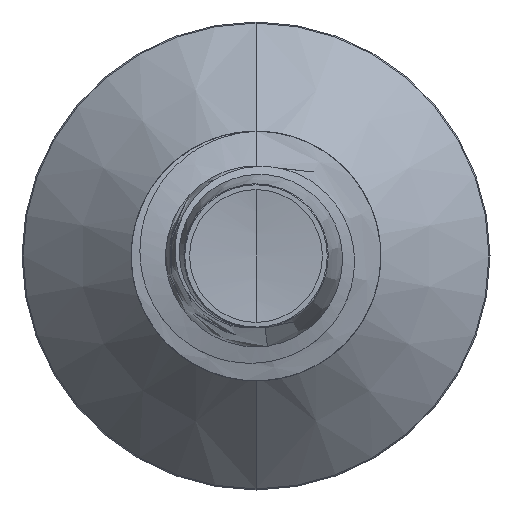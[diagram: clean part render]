
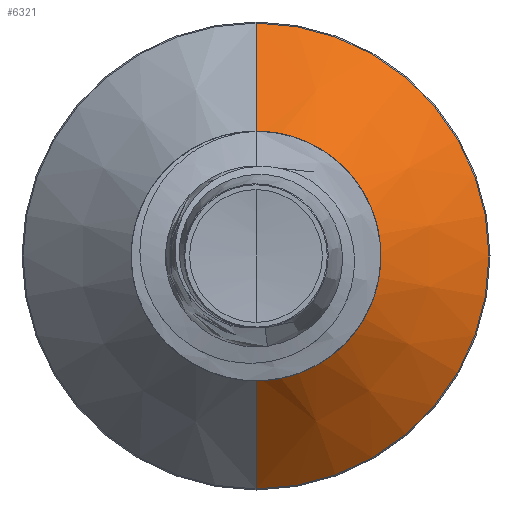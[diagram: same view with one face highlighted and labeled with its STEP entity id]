
A CAD part, front view. The second image highlights one B-rep face of the part: STEP entity #6321.
In plain terms, the highlighted conical face has half-angle 45 degrees and reference radius 0.764 mm.
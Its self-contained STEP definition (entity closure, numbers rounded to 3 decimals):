
#731 = VECTOR ( 'NONE', #22446, 1000. ) ;
#811 = VERTEX_POINT ( 'NONE', #12918 ) ;
#1113 = CIRCLE ( 'NONE', #17218, 0.765 ) ;
#2109 = ORIENTED_EDGE ( 'NONE', *, *, #13088, .T. ) ;
#2379 = ORIENTED_EDGE ( 'NONE', *, *, #22843, .T. ) ;
#2661 = ORIENTED_EDGE ( 'NONE', *, *, #6111, .F. ) ;
#2857 = CONICAL_SURFACE ( 'NONE', #3004, 0.765, 0.785 ) ;
#2920 = ORIENTED_EDGE ( 'NONE', *, *, #17182, .F. ) ;
#2988 = CARTESIAN_POINT ( 'NONE',  ( 0., 7.793, 1.493 ) ) ;
#2991 = CARTESIAN_POINT ( 'NONE',  ( 0., 7.065, 0.765 ) ) ;
#3004 = AXIS2_PLACEMENT_3D ( 'NONE', #7518, #7550, #7323 ) ;
#3023 = CARTESIAN_POINT ( 'NONE',  ( 0., 7.065, -0.765 ) ) ;
#3267 = VERTEX_POINT ( 'NONE', #2991 ) ;
#3385 = VERTEX_POINT ( 'NONE', #3023 ) ;
#3518 = DIRECTION ( 'NONE',  ( 0., 0., 1. ) ) ;
#3538 = FACE_OUTER_BOUND ( 'NONE', #22512, .T. ) ;
#3556 = DIRECTION ( 'NONE',  ( 0., 1., 0. ) ) ;
#3591 = CARTESIAN_POINT ( 'NONE',  ( 0., 7.793, 0. ) ) ;
#6111 = EDGE_CURVE ( 'NONE', #17990, #811, #14330, .T. ) ;
#6321 = ADVANCED_FACE ( 'NONE', ( #3538 ), #2857, .T. ) ;
#7323 = DIRECTION ( 'NONE',  ( 0., 0., 1. ) ) ;
#7518 = CARTESIAN_POINT ( 'NONE',  ( 0., 7.065, 0. ) ) ;
#7550 = DIRECTION ( 'NONE',  ( 0., 1., 0. ) ) ;
#11340 = CARTESIAN_POINT ( 'NONE',  ( 0., 7.065, 0. ) ) ;
#11422 = CARTESIAN_POINT ( 'NONE',  ( 0., 7.065, -0.765 ) ) ;
#12918 = CARTESIAN_POINT ( 'NONE',  ( 0., 7.793, -1.493 ) ) ;
#13088 = EDGE_CURVE ( 'NONE', #3267, #3385, #1113, .T. ) ;
#13184 = DIRECTION ( 'NONE',  ( 0., 0., 1. ) ) ;
#14330 = CIRCLE ( 'NONE', #19071, 1.493 ) ;
#14416 = DIRECTION ( 'NONE',  ( 0., 0.707, 0.707 ) ) ;
#14535 = LINE ( 'NONE', #21873, #15524 ) ;
#15524 = VECTOR ( 'NONE', #14416, 1000. ) ;
#17182 = EDGE_CURVE ( 'NONE', #3267, #17990, #14535, .T. ) ;
#17218 = AXIS2_PLACEMENT_3D ( 'NONE', #11340, #22375, #13184 ) ;
#17990 = VERTEX_POINT ( 'NONE', #2988 ) ;
#19071 = AXIS2_PLACEMENT_3D ( 'NONE', #3591, #3556, #3518 ) ;
#20006 = LINE ( 'NONE', #11422, #731 ) ;
#21873 = CARTESIAN_POINT ( 'NONE',  ( 0., 7.065, 0.765 ) ) ;
#22375 = DIRECTION ( 'NONE',  ( 0., 1., 0. ) ) ;
#22446 = DIRECTION ( 'NONE',  ( 0., 0.707, -0.707 ) ) ;
#22512 = EDGE_LOOP ( 'NONE', ( #2109, #2379, #2661, #2920 ) ) ;
#22843 = EDGE_CURVE ( 'NONE', #3385, #811, #20006, .T. ) ;
